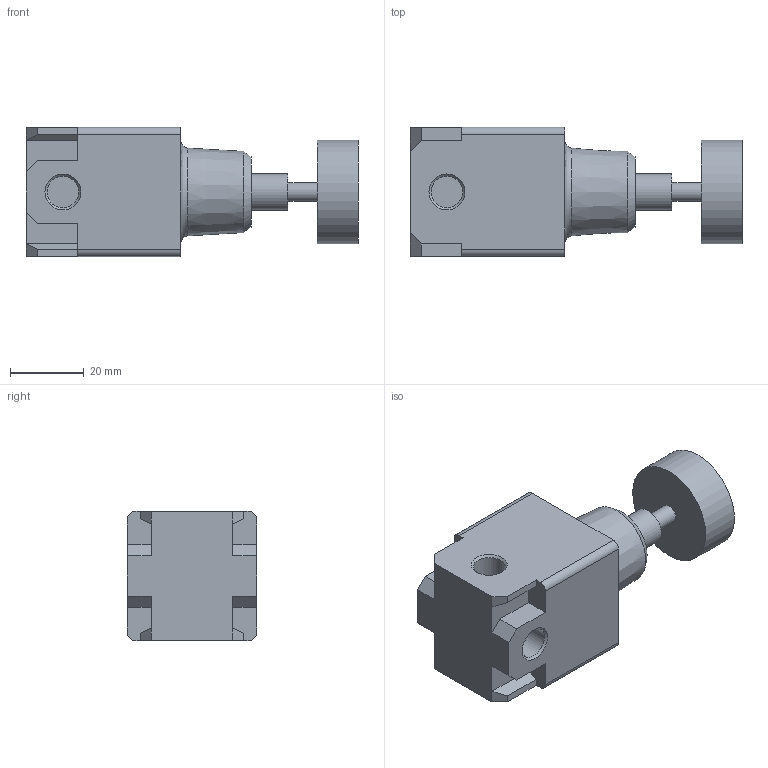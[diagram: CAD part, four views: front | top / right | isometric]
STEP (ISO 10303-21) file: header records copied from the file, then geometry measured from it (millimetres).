
FILE_DESCRIPTION((''),'2;1');
FILE_NAME('B-RI-01.stp','2012-01-30T10:28:51',('frank schroers'),(''),'Autodesk Inventor 2008','Autodesk Inventor 2008','');
FILE_SCHEMA(('AUTOMOTIVE_DESIGN { 1 0 10303 214 1 1 1 1 }'));
Length unit declared in the file: millimetre
Products named in the file (1): B-RI-01
Bounding box: 90 x 35 x 35 mm (x, y, z)
Volume: 62188.4 mm3; surface area: 12918.2 mm2
Topology: 1 solids, 1 shells, 60 faces, 140 edges, 90 vertices
Faces by surface type: plane 42, cylinder 11, cone 6, bspline 1
Full cylindrical faces by diameter (mm): 5 x1, 8.57 x4, 10 x1, 28 x1
Entity records: 1690 total; most frequent: CARTESIAN_POINT 321, DIRECTION 276, ORIENTED_EDGE 252, EDGE_CURVE 126, VECTOR 96, LINE 96, AXIS2_PLACEMENT_3D 90, VERTEX_POINT 90
